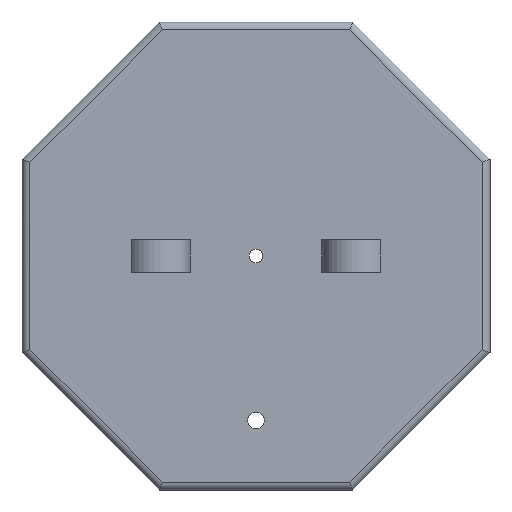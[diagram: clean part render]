
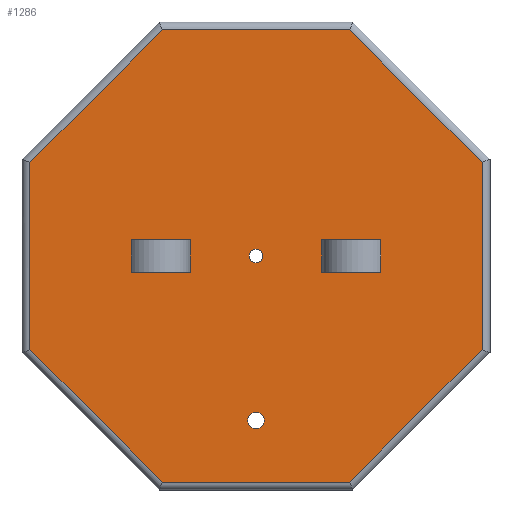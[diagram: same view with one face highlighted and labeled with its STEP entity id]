
A CAD part, front view. The second image highlights one B-rep face of the part: STEP entity #1286.
In plain terms, the highlighted planar face has unit normal (0, -1, 0).
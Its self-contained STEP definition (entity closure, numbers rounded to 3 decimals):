
#36=FACE_BOUND('',#214,.T.);
#37=FACE_BOUND('',#215,.T.);
#38=FACE_BOUND('',#216,.T.);
#39=FACE_BOUND('',#217,.T.);
#70=PLANE('',#1400);
#133=FACE_OUTER_BOUND('',#213,.T.);
#213=EDGE_LOOP('',(#1039,#1040,#1041,#1042,#1043,#1044,#1045,#1046));
#214=EDGE_LOOP('',(#1047));
#215=EDGE_LOOP('',(#1048));
#216=EDGE_LOOP('',(#1049,#1050,#1051,#1052));
#217=EDGE_LOOP('',(#1053,#1054,#1055,#1056));
#320=LINE('',#1945,#472);
#324=LINE('',#1954,#476);
#327=LINE('',#1961,#479);
#329=LINE('',#1969,#481);
#330=LINE('',#1975,#482);
#332=LINE('',#1983,#484);
#335=LINE('',#1991,#487);
#337=LINE('',#1997,#489);
#339=LINE('',#2003,#491);
#340=LINE('',#2007,#492);
#343=LINE('',#2015,#495);
#345=LINE('',#2019,#497);
#355=LINE('',#2040,#507);
#356=LINE('',#2041,#508);
#357=LINE('',#2043,#509);
#358=LINE('',#2044,#510);
#472=VECTOR('',#1563,10.);
#476=VECTOR('',#1569,10.);
#479=VECTOR('',#1576,10.);
#481=VECTOR('',#1584,10.);
#482=VECTOR('',#1589,10.);
#484=VECTOR('',#1597,10.);
#487=VECTOR('',#1604,10.);
#489=VECTOR('',#1610,10.);
#491=VECTOR('',#1616,10.);
#492=VECTOR('',#1621,10.);
#495=VECTOR('',#1628,10.);
#497=VECTOR('',#1634,10.);
#507=VECTOR('',#1654,10.);
#508=VECTOR('',#1655,10.);
#509=VECTOR('',#1656,10.);
#510=VECTOR('',#1657,10.);
#565=CIRCLE('',#1350,1.);
#567=CIRCLE('',#1371,1.25);
#577=VERTEX_POINT('',#1815);
#619=VERTEX_POINT('',#1935);
#622=VERTEX_POINT('',#1942);
#623=VERTEX_POINT('',#1944);
#626=VERTEX_POINT('',#1951);
#627=VERTEX_POINT('',#1953);
#629=VERTEX_POINT('',#1959);
#632=VERTEX_POINT('',#1967);
#634=VERTEX_POINT('',#1973);
#635=VERTEX_POINT('',#1974);
#638=VERTEX_POINT('',#1982);
#641=VERTEX_POINT('',#1990);
#643=VERTEX_POINT('',#1996);
#645=VERTEX_POINT('',#2002);
#646=VERTEX_POINT('',#2006);
#649=VERTEX_POINT('',#2014);
#655=VERTEX_POINT('',#2039);
#656=VERTEX_POINT('',#2042);
#690=EDGE_CURVE('',#577,#577,#565,.T.);
#748=EDGE_CURVE('',#619,#619,#567,.T.);
#752=EDGE_CURVE('',#623,#622,#320,.T.);
#756=EDGE_CURVE('',#627,#626,#324,.T.);
#760=EDGE_CURVE('',#622,#629,#327,.T.);
#764=EDGE_CURVE('',#626,#632,#329,.T.);
#766=EDGE_CURVE('',#634,#635,#330,.T.);
#770=EDGE_CURVE('',#635,#638,#332,.T.);
#774=EDGE_CURVE('',#638,#641,#335,.T.);
#777=EDGE_CURVE('',#641,#643,#337,.T.);
#780=EDGE_CURVE('',#643,#645,#339,.T.);
#782=EDGE_CURVE('',#646,#634,#340,.T.);
#786=EDGE_CURVE('',#645,#649,#343,.T.);
#789=EDGE_CURVE('',#649,#646,#345,.T.);
#799=EDGE_CURVE('',#629,#655,#355,.T.);
#800=EDGE_CURVE('',#655,#623,#356,.T.);
#801=EDGE_CURVE('',#632,#656,#357,.T.);
#802=EDGE_CURVE('',#656,#627,#358,.T.);
#1039=ORIENTED_EDGE('',*,*,#766,.F.);
#1040=ORIENTED_EDGE('',*,*,#782,.F.);
#1041=ORIENTED_EDGE('',*,*,#789,.F.);
#1042=ORIENTED_EDGE('',*,*,#786,.F.);
#1043=ORIENTED_EDGE('',*,*,#780,.F.);
#1044=ORIENTED_EDGE('',*,*,#777,.F.);
#1045=ORIENTED_EDGE('',*,*,#774,.F.);
#1046=ORIENTED_EDGE('',*,*,#770,.F.);
#1047=ORIENTED_EDGE('',*,*,#690,.T.);
#1048=ORIENTED_EDGE('',*,*,#748,.T.);
#1049=ORIENTED_EDGE('',*,*,#799,.T.);
#1050=ORIENTED_EDGE('',*,*,#800,.T.);
#1051=ORIENTED_EDGE('',*,*,#752,.T.);
#1052=ORIENTED_EDGE('',*,*,#760,.T.);
#1053=ORIENTED_EDGE('',*,*,#764,.T.);
#1054=ORIENTED_EDGE('',*,*,#801,.T.);
#1055=ORIENTED_EDGE('',*,*,#802,.T.);
#1056=ORIENTED_EDGE('',*,*,#756,.T.);
#1286=ADVANCED_FACE('',(#133,#36,#37,#38,#39),#70,.F.);
#1350=AXIS2_PLACEMENT_3D('',#1817,#1458,#1459);
#1371=AXIS2_PLACEMENT_3D('',#1936,#1556,#1557);
#1400=AXIS2_PLACEMENT_3D('',#2038,#1652,#1653);
#1458=DIRECTION('center_axis',(0.,1.,0.));
#1459=DIRECTION('ref_axis',(1.,0.,0.));
#1556=DIRECTION('center_axis',(0.,1.,0.));
#1557=DIRECTION('ref_axis',(1.,0.,0.));
#1563=DIRECTION('',(0.,0.,-1.));
#1569=DIRECTION('',(0.,0.,1.));
#1576=DIRECTION('',(-1.,0.,0.));
#1584=DIRECTION('',(1.,0.,0.));
#1589=DIRECTION('',(0.707,0.,0.707));
#1597=DIRECTION('',(1.,0.,0.));
#1604=DIRECTION('',(0.707,0.,-0.707));
#1610=DIRECTION('',(0.,0.,-1.));
#1616=DIRECTION('',(-0.707,0.,-0.707));
#1621=DIRECTION('',(0.,0.,1.));
#1628=DIRECTION('',(-1.,0.,0.));
#1634=DIRECTION('',(-0.707,0.,0.707));
#1652=DIRECTION('center_axis',(0.,1.,0.));
#1653=DIRECTION('ref_axis',(0.,0.,1.));
#1654=DIRECTION('',(0.,0.,1.));
#1655=DIRECTION('',(1.,0.,0.));
#1656=DIRECTION('',(0.,0.,-1.));
#1657=DIRECTION('',(-1.,0.,0.));
#1815=CARTESIAN_POINT('',(-1.,0.,0.));
#1817=CARTESIAN_POINT('Origin',(0.,0.,0.));
#1935=CARTESIAN_POINT('',(-1.25,0.,-25.));
#1936=CARTESIAN_POINT('Origin',(0.,0.,-25.));
#1942=CARTESIAN_POINT('',(19.,0.,-2.5));
#1944=CARTESIAN_POINT('',(19.,0.,2.5));
#1945=CARTESIAN_POINT('',(19.,0.,2.5));
#1951=CARTESIAN_POINT('',(-19.,0.,2.5));
#1953=CARTESIAN_POINT('',(-19.,0.,-2.5));
#1954=CARTESIAN_POINT('',(-19.,0.,-2.5));
#1959=CARTESIAN_POINT('',(10.,0.,-2.5));
#1961=CARTESIAN_POINT('',(5.,0.,-2.5));
#1967=CARTESIAN_POINT('',(-10.,0.,2.5));
#1969=CARTESIAN_POINT('',(-5.,0.,2.5));
#1973=CARTESIAN_POINT('',(-34.392,0.,14.246));
#1974=CARTESIAN_POINT('',(-14.246,0.,34.392));
#1975=CARTESIAN_POINT('',(-29.531,0.,19.106));
#1982=CARTESIAN_POINT('',(14.246,0.,34.392));
#1983=CARTESIAN_POINT('',(-7.371,0.,34.392));
#1990=CARTESIAN_POINT('',(34.392,0.,14.246));
#1991=CARTESIAN_POINT('',(19.106,0.,29.531));
#1996=CARTESIAN_POINT('',(34.392,0.,-14.246));
#1997=CARTESIAN_POINT('',(34.392,0.,7.371));
#2002=CARTESIAN_POINT('',(14.246,0.,-34.392));
#2003=CARTESIAN_POINT('',(29.531,0.,-19.106));
#2006=CARTESIAN_POINT('',(-34.392,0.,-14.246));
#2007=CARTESIAN_POINT('',(-34.392,0.,-7.371));
#2014=CARTESIAN_POINT('',(-14.246,0.,-34.392));
#2015=CARTESIAN_POINT('',(7.371,0.,-34.392));
#2019=CARTESIAN_POINT('',(-19.106,0.,-29.531));
#2038=CARTESIAN_POINT('Origin',(0.,0.,0.));
#2039=CARTESIAN_POINT('',(10.,0.,2.5));
#2040=CARTESIAN_POINT('',(10.,0.,1.25));
#2041=CARTESIAN_POINT('',(10.,0.,2.5));
#2042=CARTESIAN_POINT('',(-10.,0.,-2.5));
#2043=CARTESIAN_POINT('',(-10.,0.,-1.25));
#2044=CARTESIAN_POINT('',(-10.,0.,-2.5));
